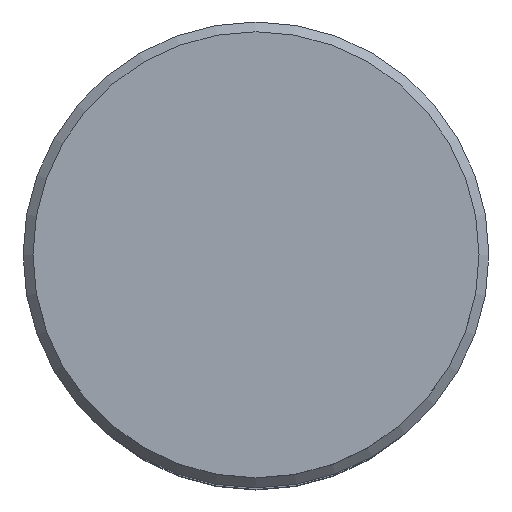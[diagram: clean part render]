
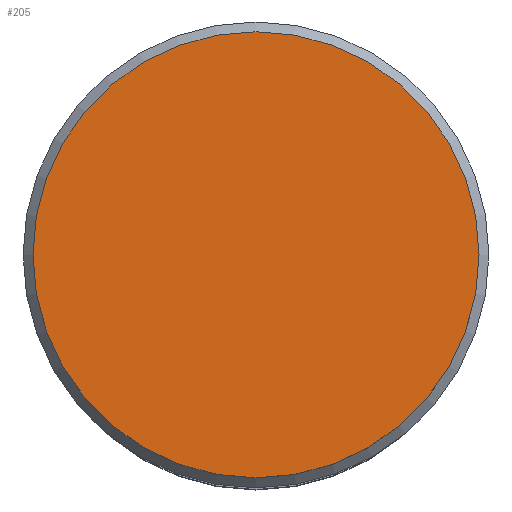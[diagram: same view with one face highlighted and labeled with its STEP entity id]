
A CAD part, top view. The second image highlights one B-rep face of the part: STEP entity #205.
In plain terms, the highlighted planar face has unit normal (0, 0, 1).
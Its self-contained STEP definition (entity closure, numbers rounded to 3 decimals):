
#65=ORIENTED_EDGE('',*,*,#87,.F.);
#87=EDGE_CURVE('',#103,#103,#119,.T.);
#103=VERTEX_POINT('',#396);
#119=CIRCLE('',#274,11.3);
#143=EDGE_LOOP('',(#65));
#173=FACE_BOUND('',#143,.T.);
#191=PLANE('',#275);
#205=ADVANCED_FACE('',(#173),#191,.T.);
#274=AXIS2_PLACEMENT_3D('',#395,#330,#331);
#275=AXIS2_PLACEMENT_3D('',#397,#332,#333);
#330=DIRECTION('',(0.,0.,-1.));
#331=DIRECTION('',(-1.,0.,0.));
#332=DIRECTION('',(0.,0.,1.));
#333=DIRECTION('',(1.,0.,0.));
#395=CARTESIAN_POINT('',(0.,0.,225.));
#396=CARTESIAN_POINT('',(-11.3,0.,225.));
#397=CARTESIAN_POINT('',(-11.3,0.,225.));
